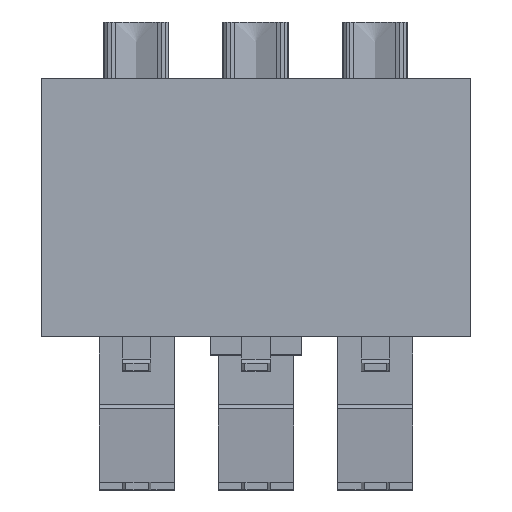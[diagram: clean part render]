
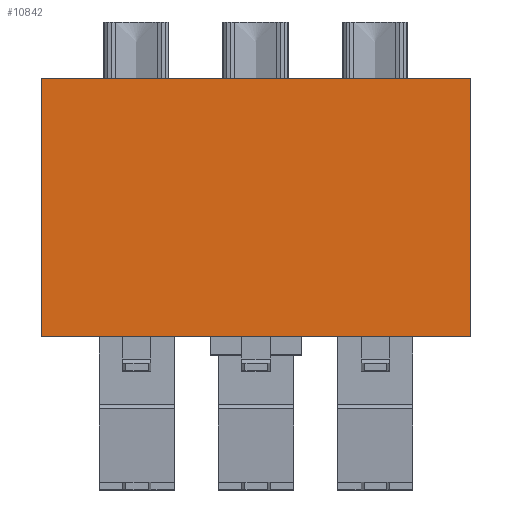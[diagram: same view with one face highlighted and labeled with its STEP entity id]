
A CAD part, top view. The second image highlights one B-rep face of the part: STEP entity #10842.
In plain terms, the highlighted planar face has unit normal (0, 0, 1).
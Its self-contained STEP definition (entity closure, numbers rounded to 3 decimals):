
#26=DIRECTION('',(1.,0.,0.));
#27=VECTOR('',#26,9.14);
#28=CARTESIAN_POINT('',(-2.03,-2.75,4.95));
#29=LINE('',#28,#27);
#1014=DIRECTION('',(0.,1.,0.));
#1015=VECTOR('',#1014,5.5);
#1016=CARTESIAN_POINT('',(7.11,-2.75,4.95));
#1017=LINE('',#1016,#1015);
#1018=DIRECTION('',(0.,1.,0.));
#1019=VECTOR('',#1018,5.5);
#1020=CARTESIAN_POINT('',(-2.03,-2.75,4.95));
#1021=LINE('',#1020,#1019);
#1158=DIRECTION('',(1.,0.,0.));
#1159=VECTOR('',#1158,9.14);
#1160=CARTESIAN_POINT('',(-2.03,2.75,4.95));
#1161=LINE('',#1160,#1159);
#7058=CARTESIAN_POINT('',(-2.03,-2.75,4.95));
#7059=VERTEX_POINT('',#7058);
#7060=CARTESIAN_POINT('',(7.11,-2.75,4.95));
#7061=VERTEX_POINT('',#7060);
#7066=CARTESIAN_POINT('',(-2.03,2.75,4.95));
#7067=CARTESIAN_POINT('',(7.11,2.75,4.95));
#7068=VERTEX_POINT('',#7066);
#7069=VERTEX_POINT('',#7067);
#10829=CARTESIAN_POINT('',(-2.03,-2.75,4.95));
#10830=DIRECTION('',(0.,0.,1.));
#10831=DIRECTION('',(1.,0.,0.));
#10832=AXIS2_PLACEMENT_3D('',#10829,#10830,#10831);
#10833=PLANE('',#10832);
#10834=ORIENTED_EDGE('',*,*,#9387,.F.);
#10836=ORIENTED_EDGE('',*,*,#10835,.T.);
#10838=ORIENTED_EDGE('',*,*,#10837,.T.);
#10839=ORIENTED_EDGE('',*,*,#10821,.F.);
#10840=EDGE_LOOP('',(#10834,#10836,#10838,#10839));
#10841=FACE_OUTER_BOUND('',#10840,.F.);
#9387=EDGE_CURVE('',#7059,#7061,#29,.T.);
#10821=EDGE_CURVE('',#7061,#7069,#1017,.T.);
#10835=EDGE_CURVE('',#7059,#7068,#1021,.T.);
#10837=EDGE_CURVE('',#7068,#7069,#1161,.T.);
#10842=ADVANCED_FACE('',(#10841),#10833,.T.);
